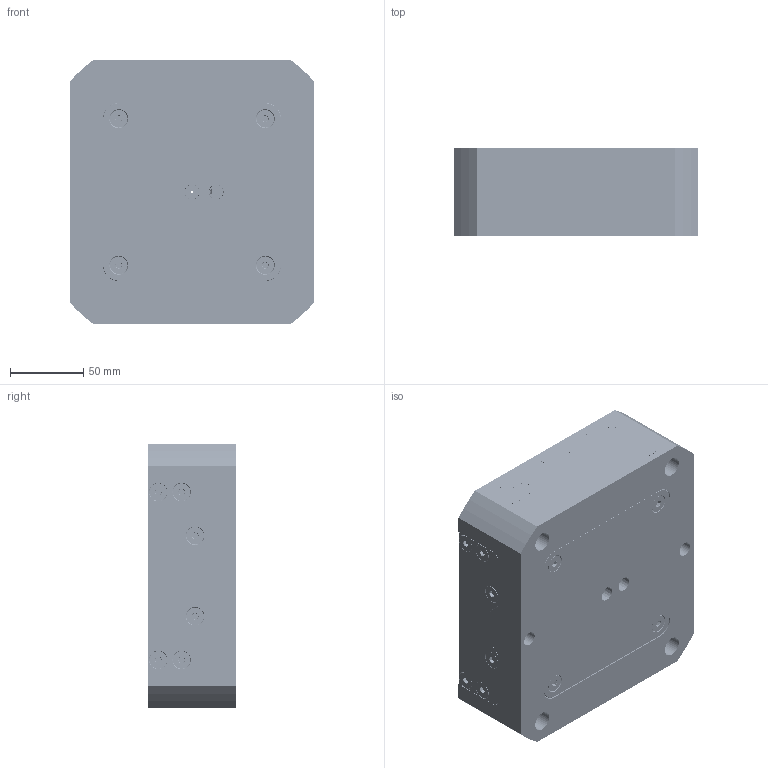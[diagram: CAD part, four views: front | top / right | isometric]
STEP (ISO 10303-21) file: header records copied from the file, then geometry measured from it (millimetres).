
FILE_DESCRIPTION (( 'STEP AP214' ), '1' );
FILE_NAME ('RL96E-67.STEP', '2023-07-13T22:00:58', ( '' ), ( '' ), 'SwSTEP 2.0', 'SolidWorks 2021', '' );
FILE_SCHEMA (( 'AUTOMOTIVE_DESIGN' ));
Length unit declared in the file: inch
Products named in the file (27): LC047F02M_9657K661; 245.OR; 202.OR; LHP130H05S_9657K251; RL96P-5; HW27X20.DB.A_POST MILL; RL96P-6; 014.OR; RL96P-4; RL96P-3A; M6X20.FHCS; RL96E-2; HW.CAP.M12; HW.219.ECLIP (97431A290)_97431A290; RL96E-67; RL96P-7C_VERSION 2; PTE48-8 9 16_8491A743; RL96E-167S_LASER; 010.OR.V_9452K18; SCE610-PP_5905K132; 1X19.OR (9262K617)_9262K617; 011.OR.V_9452K19; 041.OR; RL96P-8; 134.OR; 98381A356_ALLOY STEEL DOWEL PIN (LOCK BEARING); 238.OR
Assembly tree (84 placements, depth 2):
  RL96E-67
    RL96E-167S_LASER
    RL96E-2  x2
    HW27X20.DB.A_POST MILL  x4
    RL96P-8  x4
    RL96P-4
    RL96P-5
    RL96P-3A
    RL96P-6  x2
    RL96P-7C_VERSION 2
    SCE610-PP_5905K132  x2
    PTE48-8 9 16_8491A743  x2
    041.OR  x2
    134.OR  x2
    98381A356_ALLOY STEEL DOWEL PIN (LOCK BEARING)  x2
    LHP130H05S_9657K251  x8
    014.OR  x3
    245.OR
    238.OR
    202.OR  x4
    010.OR.V_9452K18  x4
    011.OR.V_9452K19  x4
    LC047F02M_9657K661  x4
    HW.219.ECLIP (97431A290)_97431A290  x4
    M6X20.FHCS  x16
    HW.CAP.M12  x4
    1X19.OR (9262K617)_9262K617  x4
Bounding box: 167 x 60 x 180 mm (x, y, z)
Volume: 1537436.8 mm3; surface area: 370493.8 mm2
Topology: 124 solids, 124 shells, 4833 faces, 12250 edges, 7803 vertices
Faces by surface type: cylinder 1994, plane 1517, cone 552, bspline 504, torus 266
Entity records: 111369 total; most frequent: CARTESIAN_POINT 40169, ORIENTED_EDGE 12626, DIRECTION 11140, EDGE_CURVE 6313, VERTEX_POINT 4074, AXIS2_PLACEMENT_3D 3719, LINE 3702, VECTOR 3702
